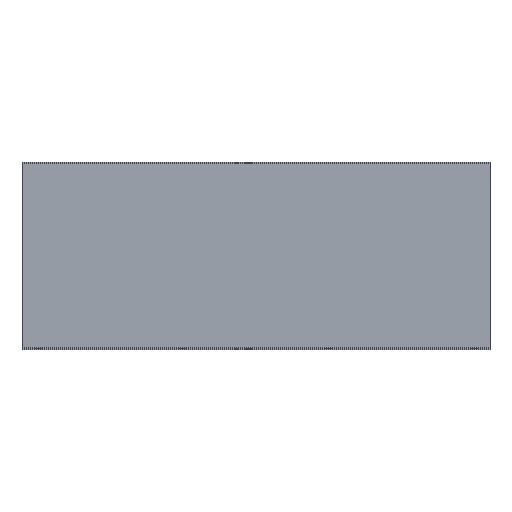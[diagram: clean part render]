
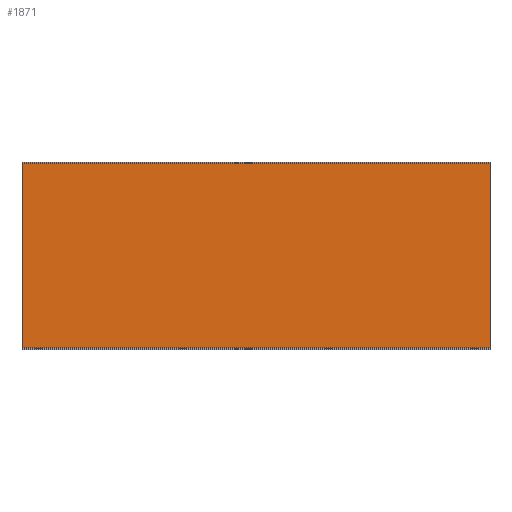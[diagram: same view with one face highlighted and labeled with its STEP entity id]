
A CAD part, top view. The second image highlights one B-rep face of the part: STEP entity #1871.
In plain terms, the highlighted face is planar.
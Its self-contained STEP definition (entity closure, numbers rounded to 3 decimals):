
#224 = CARTESIAN_POINT ( 'NONE',  ( 750., 298.5, -3. ) ) ;
#388 = EDGE_LOOP ( 'NONE', ( #1647, #2971, #4408, #3888 ) ) ;
#450 = CARTESIAN_POINT ( 'NONE',  ( 0., 0., -3. ) ) ;
#502 = VERTEX_POINT ( 'NONE', #1369 ) ;
#978 = VECTOR ( 'NONE', #2302, 1000. ) ;
#1089 = EDGE_CURVE ( 'NONE', #1908, #502, #3551, .T. ) ;
#1097 = CARTESIAN_POINT ( 'NONE',  ( -750., -292.5, -3. ) ) ;
#1175 = LINE ( 'NONE', #3892, #2123 ) ;
#1369 = CARTESIAN_POINT ( 'NONE',  ( 750., -292.5, -3. ) ) ;
#1431 = DIRECTION ( 'NONE',  ( -1., 0., 0. ) ) ;
#1567 = LINE ( 'NONE', #3329, #4330 ) ;
#1594 = EDGE_CURVE ( 'NONE', #3097, #2506, #1175, .T. ) ;
#1602 = CARTESIAN_POINT ( 'NONE',  ( -750., 298.5, -3. ) ) ;
#1647 = ORIENTED_EDGE ( 'NONE', *, *, #3351, .F. ) ;
#1871 = ADVANCED_FACE ( 'NONE', ( #2643 ), #2298, .T. ) ;
#1908 = VERTEX_POINT ( 'NONE', #1097 ) ;
#1975 = CARTESIAN_POINT ( 'NONE',  ( -750., -298.5, -3. ) ) ;
#2123 = VECTOR ( 'NONE', #2177, 1000. ) ;
#2177 = DIRECTION ( 'NONE',  ( -1., 0., 0. ) ) ;
#2298 = PLANE ( 'NONE',  #3722 ) ;
#2302 = DIRECTION ( 'NONE',  ( 0., -1., 0. ) ) ;
#2499 = DIRECTION ( 'NONE',  ( 0., 0., -1. ) ) ;
#2506 = VERTEX_POINT ( 'NONE', #1602 ) ;
#2639 = EDGE_CURVE ( 'NONE', #2506, #1908, #2732, .T. ) ;
#2643 = FACE_OUTER_BOUND ( 'NONE', #388, .T. ) ;
#2732 = LINE ( 'NONE', #1975, #978 ) ;
#2957 = DIRECTION ( 'NONE',  ( 0., 1., 0. ) ) ;
#2971 = ORIENTED_EDGE ( 'NONE', *, *, #1089, .F. ) ;
#3097 = VERTEX_POINT ( 'NONE', #224 ) ;
#3169 = DIRECTION ( 'NONE',  ( 1., 0., 0. ) ) ;
#3329 = CARTESIAN_POINT ( 'NONE',  ( 750., -298.5, -3. ) ) ;
#3351 = EDGE_CURVE ( 'NONE', #502, #3097, #1567, .T. ) ;
#3551 = LINE ( 'NONE', #4191, #4308 ) ;
#3722 = AXIS2_PLACEMENT_3D ( 'NONE', #450, #2499, #1431 ) ;
#3888 = ORIENTED_EDGE ( 'NONE', *, *, #1594, .F. ) ;
#3892 = CARTESIAN_POINT ( 'NONE',  ( -750., 298.5, -3. ) ) ;
#4191 = CARTESIAN_POINT ( 'NONE',  ( -750., -292.5, -3. ) ) ;
#4308 = VECTOR ( 'NONE', #3169, 1000. ) ;
#4330 = VECTOR ( 'NONE', #2957, 1000. ) ;
#4408 = ORIENTED_EDGE ( 'NONE', *, *, #2639, .F. ) ;
